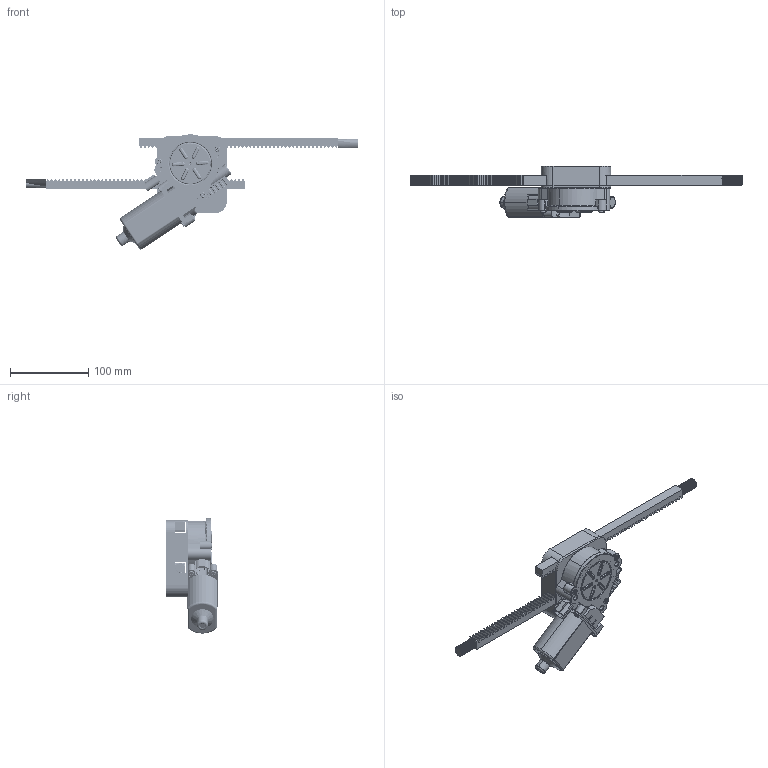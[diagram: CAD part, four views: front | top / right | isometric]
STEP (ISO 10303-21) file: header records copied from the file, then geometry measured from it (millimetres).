
FILE_DESCRIPTION (( 'STEP AP203' ), '1' );
FILE_NAME ('A728 DOUBLE RACK ASSEMBLY Z SWITCHED.STEP', '2023-06-05T20:33:34', ( '' ), ( '' ), 'SwSTEP 2.0', 'SolidWorks 2021', '' );
FILE_SCHEMA (( 'CONFIG_CONTROL_DESIGN' ));
Length unit declared in the file: millimetre
Products named in the file (15): A728 LID.STEP; A728 DOUBLE RACK ASSEMBLY Z SWITCHED; A728 DOUBLE RACK ASSEMBLY Z SWITCHED.STEP; 414-2022.stp.STEP; 413-1005 RH.stp.STEP; 214-1001.STEP; 414-2038.stp.STEP; 414-2024.stp.STEP; Can 214.stp.STEP; 214-1001.stp.STEP; 414-2040.stp.STEP; 429-1012.stp.STEP; Threaded Rail.STEP; A728 DOUBLE RACK.STEP; 420-1043.stp.STEP
Assembly tree (24 placements, depth 5):
  A728 DOUBLE RACK ASSEMBLY Z SWITCHED
    A728 DOUBLE RACK ASSEMBLY Z SWITCHED.STEP
      214-1001.STEP
        214-1001.stp.STEP
          429-1012.stp.STEP
          Can 214.stp.STEP
          414-2040.stp.STEP  x7
          420-1043.stp.STEP
          414-2024.stp.STEP
          414-2022.stp.STEP  x2
          414-2038.stp.STEP  x3
          413-1005 RH.stp.STEP
      A728 DOUBLE RACK.STEP
      A728 LID.STEP
      Threaded Rail.STEP  x2
Bounding box: 424.48 x 65.21 x 147.34 mm (x, y, z)
Volume: 391522.9 mm3; surface area: 168020.9 mm2
Topology: 21 solids, 21 shells, 3129 faces, 8220 edges, 5147 vertices
Faces by surface type: cylinder 1624, plane 933, bspline 194, torus 186, sphere 157, cone 35
Entity records: 99415 total; most frequent: CARTESIAN_POINT 47617, ORIENTED_EDGE 11146, DIRECTION 9801, EDGE_CURVE 5573, AXIS2_PLACEMENT_3D 3639, VERTEX_POINT 3554, LINE 2523, VECTOR 2523
